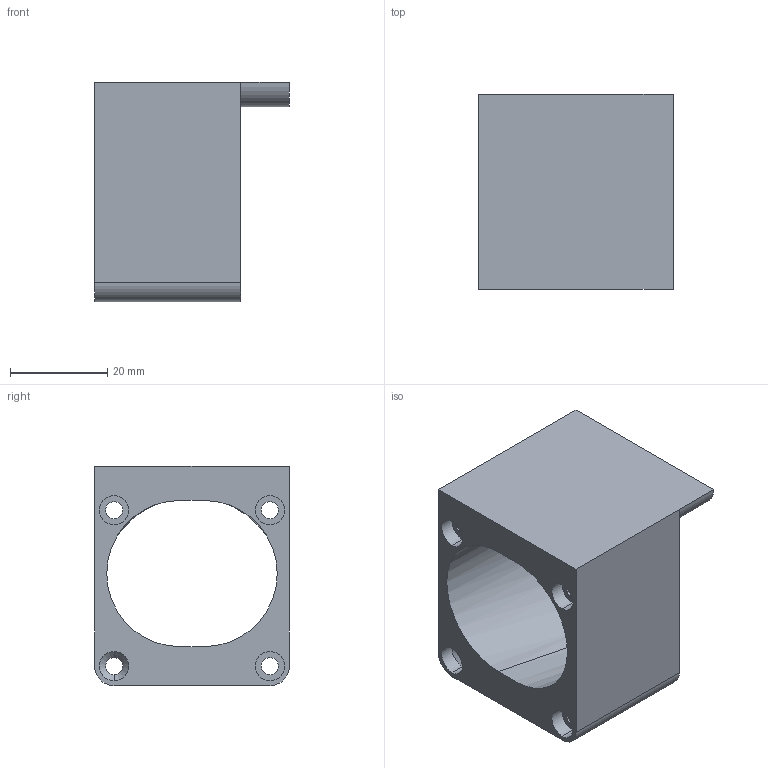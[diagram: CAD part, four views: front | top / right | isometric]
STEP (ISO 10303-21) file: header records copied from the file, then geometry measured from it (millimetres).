
FILE_DESCRIPTION (( 'STEP AP214' ), '1' );
FILE_NAME ('fan mount pi v2.STEP', '2020-04-21T18:39:15', ( 'Windows User' ), ( '' ), 'SwSTEP 2.0', 'SolidWorks 2019', '' );
FILE_SCHEMA (( 'AUTOMOTIVE_DESIGN' ));
Length unit declared in the file: millimetre
Products named in the file (1): fan mount pi v2
Bounding box: 40 x 40 x 45 mm (x, y, z)
Volume: 24943.1 mm3; surface area: 12114.4 mm2
Topology: 1 solids, 1 shells, 37 faces, 92 edges, 60 vertices
Faces by surface type: cylinder 20, plane 11, bspline 4, cone 2
Entity records: 1800 total; most frequent: CARTESIAN_POINT 848, DIRECTION 196, ORIENTED_EDGE 184, EDGE_CURVE 92, AXIS2_PLACEMENT_3D 78, VERTEX_POINT 60, EDGE_LOOP 50, CIRCLE 44
